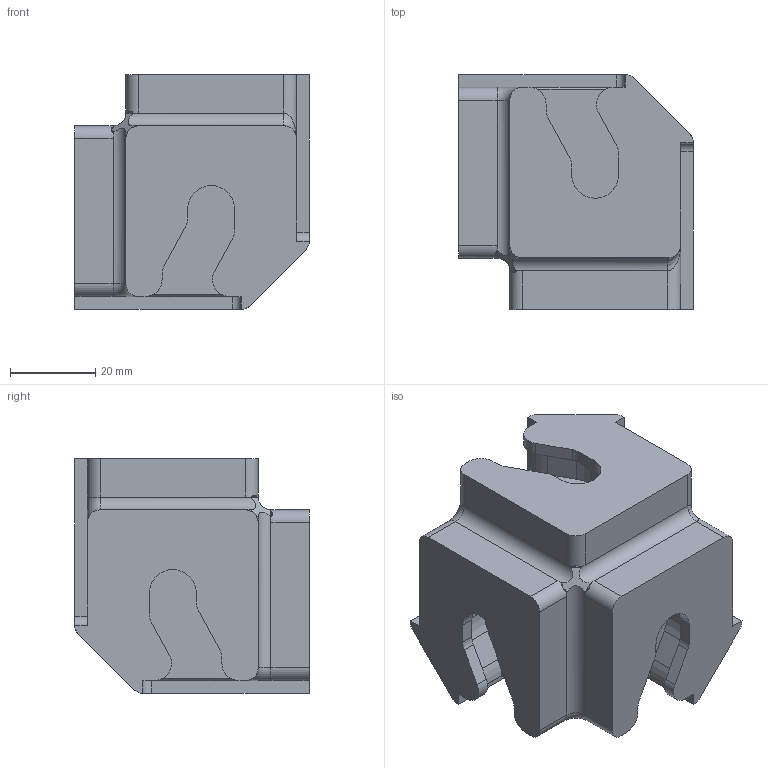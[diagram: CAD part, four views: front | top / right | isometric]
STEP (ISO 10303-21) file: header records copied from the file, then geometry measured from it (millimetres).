
FILE_DESCRIPTION(('HOOPS Exchange Step'),'2;1');
FILE_NAME('export-40D020B2-9800-47BE-BA76-BDF324852F1F.stp','2021-10-08T09:18:44+02:00',('User'),('Alibre'),'HOOPS Exchange 2020.1','Alibre','Unknown authorisation');
FILE_SCHEMA( ('AP242_MANAGED_MODEL_BASED_3D_ENGINEERING_MIM_LF {1 0 10303 442 1 1 4 }') );
Length unit declared in the file: millimetre
Products named in the file (1): 5703 Cornerprofile for Maytec 40x40 45°
Bounding box: 55 x 55 x 55 mm (x, y, z)
Volume: 95589.5 mm3; surface area: 20770.5 mm2
Topology: 1 solids, 1 shells, 163 faces, 447 edges, 284 vertices
Faces by surface type: plane 77, cylinder 67, cone 12, bspline 4, torus 2, sphere 1
Full cylindrical faces by diameter (mm): 3.3 x3, 6.8 x3
Entity records: 5988 total; most frequent: CARTESIAN_POINT 1741, DIRECTION 909, ORIENTED_EDGE 874, EDGE_CURVE 437, AXIS2_PLACEMENT_3D 320, VERTEX_POINT 284, VECTOR 269, LINE 269
